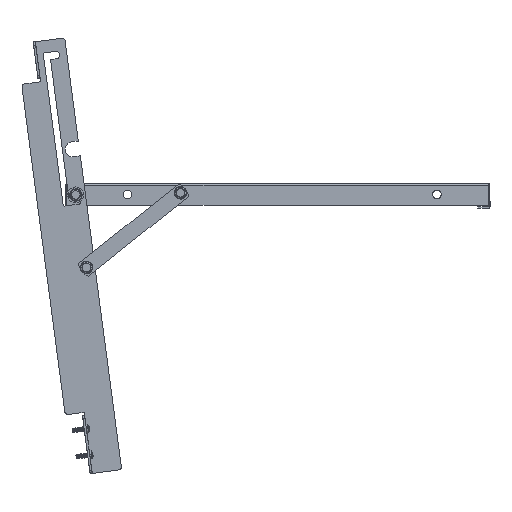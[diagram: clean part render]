
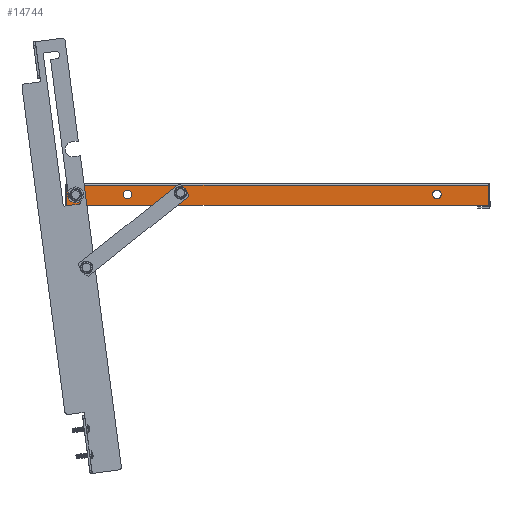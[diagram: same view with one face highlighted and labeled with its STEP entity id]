
A CAD part, left-side view. The second image highlights one B-rep face of the part: STEP entity #14744.
In plain terms, the highlighted planar face has unit normal (-1, 0, 0).
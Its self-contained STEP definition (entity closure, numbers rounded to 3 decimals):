
#1938 = AXIS2_PLACEMENT_3D ( 'NONE', #19020, #19024, #19025 ) ;
#2344 = AXIS2_PLACEMENT_3D ( 'NONE', #7942, #7943, #7944 ) ;
#2346 = CIRCLE ( 'NONE', #2344, 3. ) ;
#2363 = AXIS2_PLACEMENT_3D ( 'NONE', #7918, #7919, #7920 ) ;
#2371 = CIRCLE ( 'NONE', #2363, 4. ) ;
#2395 = AXIS2_PLACEMENT_3D ( 'NONE', #7894, #7895, #7896 ) ;
#2397 = CIRCLE ( 'NONE', #2395, 3. ) ;
#2407 = AXIS2_PLACEMENT_3D ( 'NONE', #7870, #7871, #7872 ) ;
#2409 = CIRCLE ( 'NONE', #2407, 4. ) ;
#4754 = VECTOR ( 'NONE', #9712, 1000. ) ;
#4757 = VECTOR ( 'NONE', #9722, 1000. ) ;
#4758 = VECTOR ( 'NONE', #9724, 1000. ) ;
#4762 = CIRCLE ( 'NONE', #4764, 4. ) ;
#4763 = CIRCLE ( 'NONE', #4766, 3. ) ;
#4764 = AXIS2_PLACEMENT_3D ( 'NONE', #9731, #9732, #9733 ) ;
#4765 = CIRCLE ( 'NONE', #4768, 4. ) ;
#4766 = AXIS2_PLACEMENT_3D ( 'NONE', #9734, #9735, #9736 ) ;
#4767 = CIRCLE ( 'NONE', #4770, 3. ) ;
#4768 = AXIS2_PLACEMENT_3D ( 'NONE', #9739, #9740, #9741 ) ;
#4769 = VECTOR ( 'NONE', #9745, 1000. ) ;
#4770 = AXIS2_PLACEMENT_3D ( 'NONE', #9742, #9743, #9744 ) ;
#6934 = CARTESIAN_POINT ( 'NONE',  ( -314.5, 91.49, -4. ) ) ;
#6935 = CARTESIAN_POINT ( 'NONE',  ( -314.5, 91.49, -10. ) ) ;
#6941 = CARTESIAN_POINT ( 'NONE',  ( -314.5, -149.99, -4.5 ) ) ;
#6942 = CARTESIAN_POINT ( 'NONE',  ( -314.5, -149.99, -12.5 ) ) ;
#7870 = CARTESIAN_POINT ( 'NONE',  ( -314.5, -149.99, -8.5 ) ) ;
#7871 = DIRECTION ( 'NONE',  ( -1., 0., 0. ) ) ;
#7872 = DIRECTION ( 'NONE',  ( 0., 0., 1. ) ) ;
#7894 = CARTESIAN_POINT ( 'NONE',  ( -314.5, 91.49, -7. ) ) ;
#7895 = DIRECTION ( 'NONE',  ( -1., 0., 0. ) ) ;
#7896 = DIRECTION ( 'NONE',  ( 0., 0., 1. ) ) ;
#7918 = CARTESIAN_POINT ( 'NONE',  ( -314.5, 141.49, -8.5 ) ) ;
#7919 = DIRECTION ( 'NONE',  ( -1., 0., 0. ) ) ;
#7920 = DIRECTION ( 'NONE',  ( 0., 0., 1. ) ) ;
#7942 = CARTESIAN_POINT ( 'NONE',  ( -314.5, 189.99, -9. ) ) ;
#7943 = DIRECTION ( 'NONE',  ( -1., 0., 0. ) ) ;
#7944 = DIRECTION ( 'NONE',  ( 0., 0., 1. ) ) ;
#9709 = LINE ( 'NONE', #9711, #4754 ) ;
#9710 = LINE ( 'NONE', #9721, #4757 ) ;
#9711 = CARTESIAN_POINT ( 'NONE',  ( -314.5, -198.49, -0.01 ) ) ;
#9712 = DIRECTION ( 'NONE',  ( 0., -1., 0. ) ) ;
#9716 = LINE ( 'NONE', #9723, #4758 ) ;
#9721 = CARTESIAN_POINT ( 'NONE',  ( -314.5, 198.49, 0. ) ) ;
#9722 = DIRECTION ( 'NONE',  ( 0., 0., -1. ) ) ;
#9723 = CARTESIAN_POINT ( 'NONE',  ( -314.5, -198.49, 0. ) ) ;
#9724 = DIRECTION ( 'NONE',  ( 0., 0., 1. ) ) ;
#9731 = CARTESIAN_POINT ( 'NONE',  ( -314.5, -149.99, -8.5 ) ) ;
#9732 = DIRECTION ( 'NONE',  ( -1., 0., 0. ) ) ;
#9733 = DIRECTION ( 'NONE',  ( 0., 0., 1. ) ) ;
#9734 = CARTESIAN_POINT ( 'NONE',  ( -314.5, 91.49, -7. ) ) ;
#9735 = DIRECTION ( 'NONE',  ( -1., 0., 0. ) ) ;
#9736 = DIRECTION ( 'NONE',  ( 0., 0., 1. ) ) ;
#9737 = LINE ( 'NONE', #9738, #4769 ) ;
#9738 = CARTESIAN_POINT ( 'NONE',  ( -314.5, 198.49, -18.5 ) ) ;
#9739 = CARTESIAN_POINT ( 'NONE',  ( -314.5, 141.49, -8.5 ) ) ;
#9740 = DIRECTION ( 'NONE',  ( -1., 0., 0. ) ) ;
#9741 = DIRECTION ( 'NONE',  ( 0., 0., 1. ) ) ;
#9742 = CARTESIAN_POINT ( 'NONE',  ( -314.5, 189.99, -9. ) ) ;
#9743 = DIRECTION ( 'NONE',  ( -1., 0., 0. ) ) ;
#9744 = DIRECTION ( 'NONE',  ( 0., 0., 1. ) ) ;
#9745 = DIRECTION ( 'NONE',  ( 0., -1., 0. ) ) ;
#10398 = ORIENTED_EDGE ( 'NONE', *, *, #12277, .F. ) ;
#10399 = ORIENTED_EDGE ( 'NONE', *, *, #12111, .F. ) ;
#10400 = ORIENTED_EDGE ( 'NONE', *, *, #12278, .F. ) ;
#10401 = ORIENTED_EDGE ( 'NONE', *, *, #12119, .F. ) ;
#10402 = ORIENTED_EDGE ( 'NONE', *, *, #12279, .F. ) ;
#10403 = ORIENTED_EDGE ( 'NONE', *, *, #12127, .F. ) ;
#10404 = ORIENTED_EDGE ( 'NONE', *, *, #12280, .F. ) ;
#10405 = ORIENTED_EDGE ( 'NONE', *, *, #12135, .F. ) ;
#10406 = ORIENTED_EDGE ( 'NONE', *, *, #12269, .F. ) ;
#10407 = ORIENTED_EDGE ( 'NONE', *, *, #12273, .T. ) ;
#10408 = ORIENTED_EDGE ( 'NONE', *, *, #12281, .T. ) ;
#10409 = ORIENTED_EDGE ( 'NONE', *, *, #12274, .T. ) ;
#11587 = VERTEX_POINT ( 'NONE', #6934 ) ;
#11588 = VERTEX_POINT ( 'NONE', #6935 ) ;
#11595 = VERTEX_POINT ( 'NONE', #6941 ) ;
#11596 = VERTEX_POINT ( 'NONE', #6942 ) ;
#12111 = EDGE_CURVE ( 'NONE', #11596, #11595, #2409, .T. ) ;
#12119 = EDGE_CURVE ( 'NONE', #11588, #11587, #2397, .T. ) ;
#12127 = EDGE_CURVE ( 'NONE', #16102, #21283, #2371, .T. ) ;
#12135 = EDGE_CURVE ( 'NONE', #21275, #21274, #2346, .T. ) ;
#12269 = EDGE_CURVE ( 'NONE', #21208, #21204, #9709, .T. ) ;
#12273 = EDGE_CURVE ( 'NONE', #21208, #21216, #9710, .T. ) ;
#12274 = EDGE_CURVE ( 'NONE', #21203, #21204, #9716, .T. ) ;
#12277 = EDGE_CURVE ( 'NONE', #11595, #11596, #4762, .T. ) ;
#12278 = EDGE_CURVE ( 'NONE', #11587, #11588, #4763, .T. ) ;
#12279 = EDGE_CURVE ( 'NONE', #21283, #16102, #4765, .T. ) ;
#12280 = EDGE_CURVE ( 'NONE', #21274, #21275, #4767, .T. ) ;
#12281 = EDGE_CURVE ( 'NONE', #21216, #21203, #9737, .T. ) ;
#14744 = ADVANCED_FACE ( 'NONE', ( #19018, #19014, #19021, #19023, #19017 ), #19009, .F. ) ;
#16102 = VERTEX_POINT ( 'NONE', #19591 ) ;
#19009 = PLANE ( 'NONE',  #1938 ) ;
#19014 = FACE_BOUND ( 'NONE', #21602, .T. ) ;
#19017 = FACE_OUTER_BOUND ( 'NONE', #21601, .T. ) ;
#19018 = FACE_BOUND ( 'NONE', #21607, .T. ) ;
#19020 = CARTESIAN_POINT ( 'NONE',  ( -314.5, 198.49, 0. ) ) ;
#19021 = FACE_BOUND ( 'NONE', #21598, .T. ) ;
#19023 = FACE_BOUND ( 'NONE', #21603, .T. ) ;
#19024 = DIRECTION ( 'NONE',  ( 1., 0., 0. ) ) ;
#19025 = DIRECTION ( 'NONE',  ( 0., 0., -1. ) ) ;
#19591 = CARTESIAN_POINT ( 'NONE',  ( -314.5, 141.49, -12.5 ) ) ;
#19966 = CARTESIAN_POINT ( 'NONE',  ( -314.5, -198.49, -18.5 ) ) ;
#19967 = CARTESIAN_POINT ( 'NONE',  ( -314.5, -198.49, -0.01 ) ) ;
#19971 = CARTESIAN_POINT ( 'NONE',  ( -314.5, 198.49, -0.01 ) ) ;
#19979 = CARTESIAN_POINT ( 'NONE',  ( -314.5, 198.49, -18.5 ) ) ;
#20037 = CARTESIAN_POINT ( 'NONE',  ( -314.5, 189.99, -6. ) ) ;
#20038 = CARTESIAN_POINT ( 'NONE',  ( -314.5, 189.99, -12. ) ) ;
#20046 = CARTESIAN_POINT ( 'NONE',  ( -314.5, 141.49, -4.5 ) ) ;
#21203 = VERTEX_POINT ( 'NONE', #19966 ) ;
#21204 = VERTEX_POINT ( 'NONE', #19967 ) ;
#21208 = VERTEX_POINT ( 'NONE', #19971 ) ;
#21216 = VERTEX_POINT ( 'NONE', #19979 ) ;
#21274 = VERTEX_POINT ( 'NONE', #20037 ) ;
#21275 = VERTEX_POINT ( 'NONE', #20038 ) ;
#21283 = VERTEX_POINT ( 'NONE', #20046 ) ;
#21598 = EDGE_LOOP ( 'NONE', ( #10402, #10403 ) ) ;
#21601 = EDGE_LOOP ( 'NONE', ( #10406, #10407, #10408, #10409 ) ) ;
#21602 = EDGE_LOOP ( 'NONE', ( #10400, #10401 ) ) ;
#21603 = EDGE_LOOP ( 'NONE', ( #10404, #10405 ) ) ;
#21607 = EDGE_LOOP ( 'NONE', ( #10398, #10399 ) ) ;
